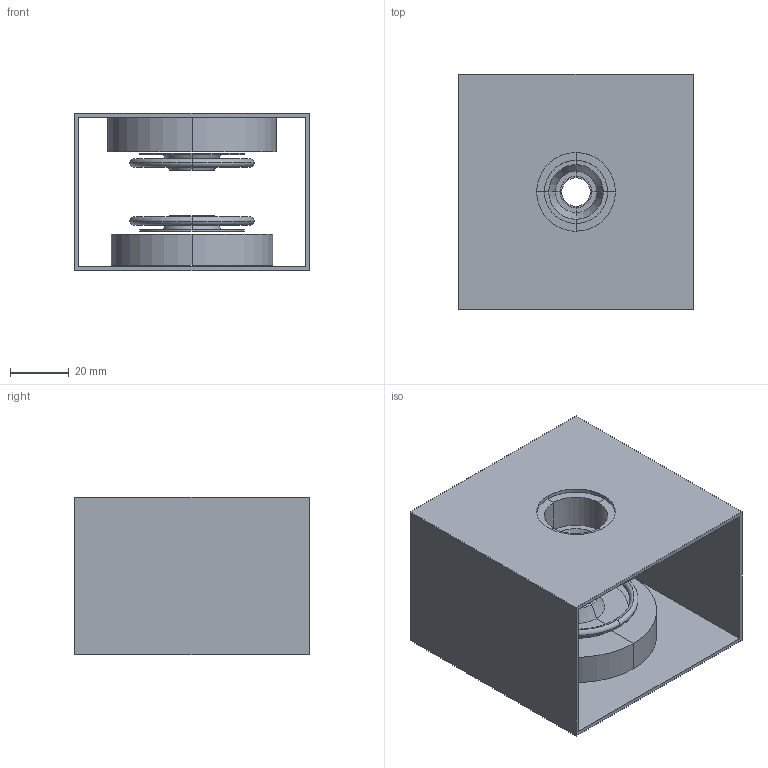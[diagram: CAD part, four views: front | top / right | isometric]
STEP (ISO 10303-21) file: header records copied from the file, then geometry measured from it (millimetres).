
FILE_DESCRIPTION(/* description */ ('STEP AP203'),/* implementation_level */ '2;1');
FILE_NAME(/* name */ 'Magnetron_device_complete',/* time_stamp */ '2024-06-19T20:39:17+02:00',/* author */ (' '),/* organization */ (' '),/* preprocessor_version */ 'ST-DEVELOPER v19.4',/* originating_system */ ' ',/* authorisation */ ' ');
FILE_SCHEMA (('CONFIG_CONTROL_DESIGN'));
Length unit declared in the file: metre
Products named in the file (15): id2; id5; id8; id11; id14; id17; id20; id23; id26; id29; id32; id35; id38; id41; id44
Bounding box: 80 x 80 x 53.6 mm (x, y, z)
Volume: 75205.5 mm3; surface area: 60724.1 mm2
Topology: 7 solids, 13 shells, 152 faces, 344 edges, 208 vertices
Faces by surface type: plane 64, cylinder 36, torus 32, cone 20
Entity records: 4595 total; most frequent: DIRECTION 838, CARTESIAN_POINT 801, ORIENTED_EDGE 640, AXIS2_PLACEMENT_3D 343, EDGE_CURVE 336, VERTEX_POINT 194, CIRCLE 176, FACE_BOUND 160
